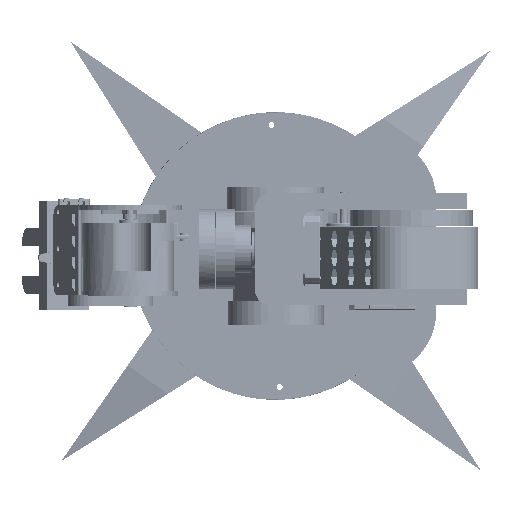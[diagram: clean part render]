
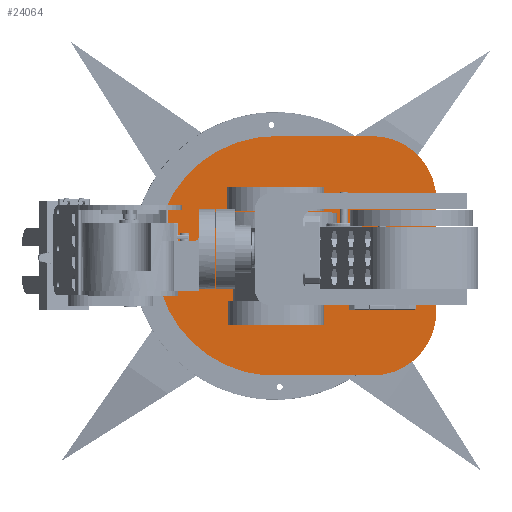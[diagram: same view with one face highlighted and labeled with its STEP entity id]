
A CAD part, left-side view. The second image highlights one B-rep face of the part: STEP entity #24064.
In plain terms, the highlighted face is planar.
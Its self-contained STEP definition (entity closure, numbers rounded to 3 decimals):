
#976=FACE_BOUND('',#4422,.T.);
#977=FACE_BOUND('',#4423,.T.);
#978=FACE_BOUND('',#4424,.T.);
#979=FACE_BOUND('',#4425,.T.);
#980=FACE_BOUND('',#4426,.T.);
#981=FACE_BOUND('',#4427,.T.);
#1679=PLANE('',#25852);
#2874=FACE_OUTER_BOUND('',#4421,.T.);
#4421=EDGE_LOOP('',(#21599,#21600,#21601,#21602,#21603,#21604));
#4422=EDGE_LOOP('',(#21605));
#4423=EDGE_LOOP('',(#21606));
#4424=EDGE_LOOP('',(#21607,#21608,#21609,#21610));
#4425=EDGE_LOOP('',(#21611,#21612,#21613,#21614));
#4426=EDGE_LOOP('',(#21615,#21616,#21617,#21618));
#4427=EDGE_LOOP('',(#21619,#21620,#21621,#21622));
#6757=LINE('',#48483,#9208);
#6761=LINE('',#48490,#9212);
#6765=LINE('',#48502,#9216);
#6769=LINE('',#48510,#9220);
#6772=LINE('',#48516,#9223);
#6775=LINE('',#48521,#9226);
#6787=LINE('',#48555,#9238);
#6791=LINE('',#48566,#9242);
#6792=LINE('',#48568,#9243);
#6793=LINE('',#48574,#9244);
#6794=LINE('',#48578,#9245);
#6795=LINE('',#48581,#9246);
#6796=LINE('',#48583,#9247);
#6797=LINE('',#48585,#9248);
#6798=LINE('',#48586,#9249);
#6799=LINE('',#48589,#9250);
#6800=LINE('',#48591,#9251);
#6801=LINE('',#48593,#9252);
#6802=LINE('',#48594,#9253);
#9208=VECTOR('',#31417,10.);
#9212=VECTOR('',#31423,10.);
#9216=VECTOR('',#31435,10.);
#9220=VECTOR('',#31441,10.);
#9223=VECTOR('',#31446,10.);
#9226=VECTOR('',#31451,10.);
#9238=VECTOR('',#31483,10.);
#9242=VECTOR('',#31493,10.);
#9243=VECTOR('',#31496,10.);
#9244=VECTOR('',#31501,10.);
#9245=VECTOR('',#31504,10.);
#9246=VECTOR('',#31507,10.);
#9247=VECTOR('',#31508,10.);
#9248=VECTOR('',#31509,10.);
#9249=VECTOR('',#31510,10.);
#9250=VECTOR('',#31511,10.);
#9251=VECTOR('',#31512,10.);
#9252=VECTOR('',#31513,10.);
#9253=VECTOR('',#31514,10.);
#9986=CIRCLE('',#25823,1.5);
#9988=CIRCLE('',#25826,1.5);
#9998=CIRCLE('',#25853,40.);
#9999=CIRCLE('',#25854,40.);
#10000=CIRCLE('',#25855,75.);
#12040=VERTEX_POINT('',#48463);
#12042=VERTEX_POINT('',#48469);
#12047=VERTEX_POINT('',#48480);
#12048=VERTEX_POINT('',#48482);
#12050=VERTEX_POINT('',#48488);
#12053=VERTEX_POINT('',#48500);
#12054=VERTEX_POINT('',#48501);
#12057=VERTEX_POINT('',#48509);
#12059=VERTEX_POINT('',#48515);
#12071=VERTEX_POINT('',#48552);
#12072=VERTEX_POINT('',#48554);
#12076=VERTEX_POINT('',#48564);
#12077=VERTEX_POINT('',#48570);
#12078=VERTEX_POINT('',#48571);
#12079=VERTEX_POINT('',#48573);
#12080=VERTEX_POINT('',#48575);
#12081=VERTEX_POINT('',#48577);
#12082=VERTEX_POINT('',#48579);
#12083=VERTEX_POINT('',#48582);
#12084=VERTEX_POINT('',#48584);
#12085=VERTEX_POINT('',#48587);
#12086=VERTEX_POINT('',#48588);
#12087=VERTEX_POINT('',#48590);
#12088=VERTEX_POINT('',#48592);
#15255=EDGE_CURVE('',#12040,#12040,#9986,.T.);
#15258=EDGE_CURVE('',#12042,#12042,#9988,.T.);
#15264=EDGE_CURVE('',#12048,#12047,#6757,.T.);
#15268=EDGE_CURVE('',#12047,#12050,#6761,.T.);
#15273=EDGE_CURVE('',#12053,#12054,#6765,.T.);
#15277=EDGE_CURVE('',#12057,#12053,#6769,.T.);
#15280=EDGE_CURVE('',#12059,#12057,#6772,.T.);
#15283=EDGE_CURVE('',#12054,#12059,#6775,.T.);
#15299=EDGE_CURVE('',#12072,#12071,#6787,.T.);
#15305=EDGE_CURVE('',#12050,#12076,#6791,.T.);
#15306=EDGE_CURVE('',#12076,#12048,#6792,.T.);
#15307=EDGE_CURVE('',#12077,#12078,#9998,.T.);
#15308=EDGE_CURVE('',#12079,#12077,#6793,.T.);
#15309=EDGE_CURVE('',#12080,#12079,#9999,.T.);
#15310=EDGE_CURVE('',#12081,#12080,#6794,.T.);
#15311=EDGE_CURVE('',#12081,#12082,#10000,.T.);
#15312=EDGE_CURVE('',#12078,#12082,#6795,.T.);
#15313=EDGE_CURVE('',#12071,#12083,#6796,.T.);
#15314=EDGE_CURVE('',#12083,#12084,#6797,.T.);
#15315=EDGE_CURVE('',#12084,#12072,#6798,.T.);
#15316=EDGE_CURVE('',#12085,#12086,#6799,.T.);
#15317=EDGE_CURVE('',#12086,#12087,#6800,.T.);
#15318=EDGE_CURVE('',#12087,#12088,#6801,.T.);
#15319=EDGE_CURVE('',#12088,#12085,#6802,.T.);
#21599=ORIENTED_EDGE('',*,*,#15307,.F.);
#21600=ORIENTED_EDGE('',*,*,#15308,.F.);
#21601=ORIENTED_EDGE('',*,*,#15309,.F.);
#21602=ORIENTED_EDGE('',*,*,#15310,.F.);
#21603=ORIENTED_EDGE('',*,*,#15311,.T.);
#21604=ORIENTED_EDGE('',*,*,#15312,.F.);
#21605=ORIENTED_EDGE('',*,*,#15255,.T.);
#21606=ORIENTED_EDGE('',*,*,#15258,.T.);
#21607=ORIENTED_EDGE('',*,*,#15268,.T.);
#21608=ORIENTED_EDGE('',*,*,#15305,.T.);
#21609=ORIENTED_EDGE('',*,*,#15306,.T.);
#21610=ORIENTED_EDGE('',*,*,#15264,.T.);
#21611=ORIENTED_EDGE('',*,*,#15273,.T.);
#21612=ORIENTED_EDGE('',*,*,#15283,.T.);
#21613=ORIENTED_EDGE('',*,*,#15280,.T.);
#21614=ORIENTED_EDGE('',*,*,#15277,.T.);
#21615=ORIENTED_EDGE('',*,*,#15299,.T.);
#21616=ORIENTED_EDGE('',*,*,#15313,.T.);
#21617=ORIENTED_EDGE('',*,*,#15314,.T.);
#21618=ORIENTED_EDGE('',*,*,#15315,.T.);
#21619=ORIENTED_EDGE('',*,*,#15316,.T.);
#21620=ORIENTED_EDGE('',*,*,#15317,.T.);
#21621=ORIENTED_EDGE('',*,*,#15318,.T.);
#21622=ORIENTED_EDGE('',*,*,#15319,.T.);
#24064=ADVANCED_FACE('',(#2874,#976,#977,#978,#979,#980,#981),#1679,.T.);
#25823=AXIS2_PLACEMENT_3D('',#48464,#31399,#31400);
#25826=AXIS2_PLACEMENT_3D('',#48470,#31406,#31407);
#25852=AXIS2_PLACEMENT_3D('',#48569,#31497,#31498);
#25853=AXIS2_PLACEMENT_3D('',#48572,#31499,#31500);
#25854=AXIS2_PLACEMENT_3D('',#48576,#31502,#31503);
#25855=AXIS2_PLACEMENT_3D('',#48580,#31505,#31506);
#31399=DIRECTION('center_axis',(0.,0.,-1.));
#31400=DIRECTION('ref_axis',(-1.,0.,0.));
#31406=DIRECTION('center_axis',(0.,0.,-1.));
#31407=DIRECTION('ref_axis',(-1.,0.,0.));
#31417=DIRECTION('',(0.,1.,0.));
#31423=DIRECTION('',(1.,0.,0.));
#31435=DIRECTION('',(1.,0.,0.));
#31441=DIRECTION('',(0.,1.,0.));
#31446=DIRECTION('',(-1.,0.,0.));
#31451=DIRECTION('',(0.,-1.,0.));
#31483=DIRECTION('',(0.,-1.,0.));
#31493=DIRECTION('',(0.,-1.,0.));
#31496=DIRECTION('',(-1.,0.,0.));
#31497=DIRECTION('center_axis',(0.,0.,1.));
#31498=DIRECTION('ref_axis',(1.,0.,0.));
#31499=DIRECTION('center_axis',(0.,0.,-1.));
#31500=DIRECTION('ref_axis',(-0.707,-0.707,0.));
#31501=DIRECTION('',(-1.,0.,0.));
#31502=DIRECTION('center_axis',(0.,0.,-1.));
#31503=DIRECTION('ref_axis',(0.707,-0.707,0.));
#31504=DIRECTION('',(0.,-1.,0.));
#31505=DIRECTION('center_axis',(0.,0.,1.));
#31506=DIRECTION('ref_axis',(1.,0.,0.));
#31507=DIRECTION('',(0.,1.,0.));
#31508=DIRECTION('',(-1.,0.,0.));
#31509=DIRECTION('',(0.,1.,0.));
#31510=DIRECTION('',(1.,0.,0.));
#31511=DIRECTION('',(-1.,0.,0.));
#31512=DIRECTION('',(0.,1.,0.));
#31513=DIRECTION('',(1.,0.,0.));
#31514=DIRECTION('',(0.,-1.,0.));
#48463=CARTESIAN_POINT('',(4.715,-94.311,20.));
#48464=CARTESIAN_POINT('Origin',(3.215,-94.311,20.));
#48469=CARTESIAN_POINT('',(-25.2,-94.311,20.));
#48470=CARTESIAN_POINT('Origin',(-26.7,-94.311,20.));
#48480=CARTESIAN_POINT('',(-26.289,-29.975,20.));
#48482=CARTESIAN_POINT('',(-26.289,-44.156,20.));
#48483=CARTESIAN_POINT('',(-26.289,-14.988,20.));
#48488=CARTESIAN_POINT('',(-0.852,-29.975,20.));
#48490=CARTESIAN_POINT('',(-0.426,-29.975,20.));
#48500=CARTESIAN_POINT('',(12.926,29.76,20.));
#48501=CARTESIAN_POINT('',(27.655,29.76,20.));
#48502=CARTESIAN_POINT('',(6.463,29.76,20.));
#48509=CARTESIAN_POINT('',(12.926,-30.361,20.));
#48510=CARTESIAN_POINT('',(12.926,-15.18,20.));
#48515=CARTESIAN_POINT('',(27.655,-30.361,20.));
#48516=CARTESIAN_POINT('',(13.828,-30.361,20.));
#48521=CARTESIAN_POINT('',(27.655,14.88,20.));
#48552=CARTESIAN_POINT('',(42.892,-30.19,20.));
#48554=CARTESIAN_POINT('',(42.892,30.501,20.));
#48555=CARTESIAN_POINT('',(42.892,-15.095,20.));
#48564=CARTESIAN_POINT('',(-0.852,-44.156,20.));
#48566=CARTESIAN_POINT('',(-0.852,-22.078,20.));
#48568=CARTESIAN_POINT('',(-14.145,-44.156,20.));
#48569=CARTESIAN_POINT('Origin',(0.,0.,20.));
#48570=CARTESIAN_POINT('',(-34.723,-100.549,20.));
#48571=CARTESIAN_POINT('',(-74.723,-60.549,20.));
#48572=CARTESIAN_POINT('Origin',(-34.723,-60.549,20.));
#48573=CARTESIAN_POINT('',(34.997,-100.549,20.));
#48574=CARTESIAN_POINT('',(74.997,-100.549,20.));
#48575=CARTESIAN_POINT('',(74.997,-60.549,20.));
#48576=CARTESIAN_POINT('Origin',(34.997,-60.549,20.));
#48577=CARTESIAN_POINT('',(74.997,-0.615,20.));
#48578=CARTESIAN_POINT('',(74.997,-0.549,20.));
#48579=CARTESIAN_POINT('',(-74.723,-6.443,20.));
#48580=CARTESIAN_POINT('Origin',(0.,0.,20.));
#48581=CARTESIAN_POINT('',(-74.723,-100.549,20.));
#48582=CARTESIAN_POINT('',(27.892,-30.19,20.));
#48583=CARTESIAN_POINT('',(13.946,-30.19,20.));
#48584=CARTESIAN_POINT('',(27.892,30.501,20.));
#48585=CARTESIAN_POINT('',(27.892,15.251,20.));
#48586=CARTESIAN_POINT('',(21.446,30.501,20.));
#48587=CARTESIAN_POINT('',(-28.289,-29.975,20.));
#48588=CARTESIAN_POINT('',(-43.289,-29.975,20.));
#48589=CARTESIAN_POINT('',(-21.645,-29.975,20.));
#48590=CARTESIAN_POINT('',(-43.289,29.977,20.));
#48591=CARTESIAN_POINT('',(-43.289,14.988,20.));
#48592=CARTESIAN_POINT('',(-28.289,29.977,20.));
#48593=CARTESIAN_POINT('',(-14.145,29.977,20.));
#48594=CARTESIAN_POINT('',(-28.289,-14.988,20.));
